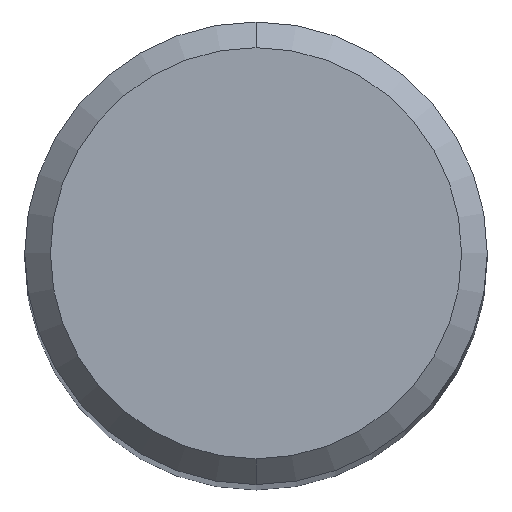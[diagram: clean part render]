
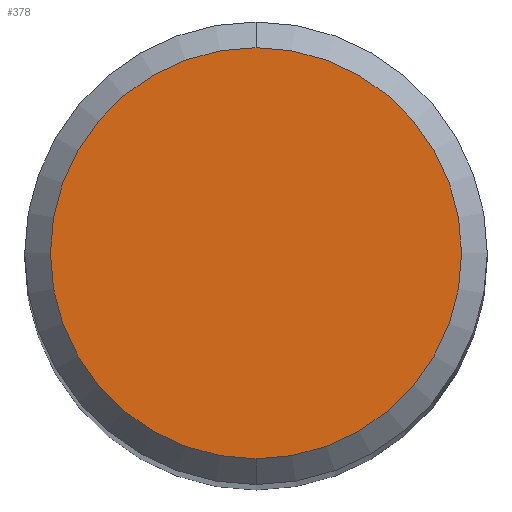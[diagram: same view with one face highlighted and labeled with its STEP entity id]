
A CAD part, top view. The second image highlights one B-rep face of the part: STEP entity #378.
In plain terms, the highlighted planar face has unit normal (0, 0, 1).
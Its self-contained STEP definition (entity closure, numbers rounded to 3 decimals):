
#234=VERTEX_POINT('',#540);
#248=EDGE_CURVE('',#274,#234,#555,.T.);
#274=VERTEX_POINT('',#584);
#378=ADVANCED_FACE('',(#695),#696,.T.);
#412=EDGE_CURVE('',#234,#274,#734,.T.);
#540=CARTESIAN_POINT('',(0.,-4.0,0.0));
#555=CIRCLE('',#946,4.0);
#584=CARTESIAN_POINT('',(0.0,4.0,0.0));
#695=FACE_OUTER_BOUND('',#1275,.T.);
#696=PLANE('',#1276);
#734=CIRCLE('',#1337,4.0);
#946=AXIS2_PLACEMENT_3D('',#1523,#1524,#1525);
#1275=EDGE_LOOP('',(#1667,#1668));
#1276=AXIS2_PLACEMENT_3D('',#1669,#1670,#1671);
#1337=AXIS2_PLACEMENT_3D('',#1721,#1722,#1723);
#1523=CARTESIAN_POINT('',(0.0,0.0,0.0));
#1524=DIRECTION('',(0.0,0.0,-1.0));
#1525=DIRECTION('',(0.0,1.0,0.0));
#1667=ORIENTED_EDGE('',*,*,#248,.F.);
#1668=ORIENTED_EDGE('',*,*,#412,.F.);
#1669=CARTESIAN_POINT('',(0.0,2.0,0.0));
#1670=DIRECTION('',(-0.0,0.0,1.0));
#1671=DIRECTION('',(0.0,-1.0,0.0));
#1721=CARTESIAN_POINT('',(0.0,0.0,0.0));
#1722=DIRECTION('',(0.0,0.0,-1.0));
#1723=DIRECTION('',(0.0,1.0,0.0));
